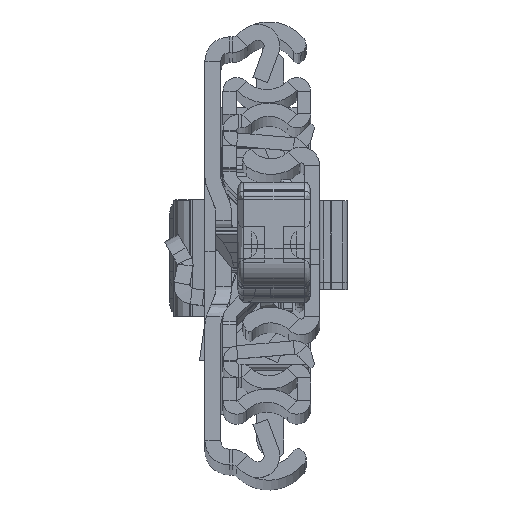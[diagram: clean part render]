
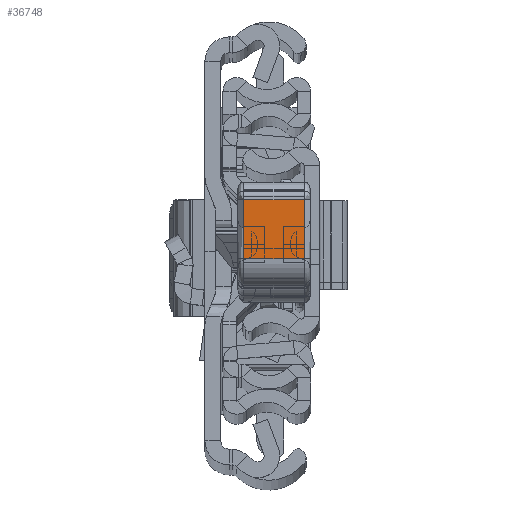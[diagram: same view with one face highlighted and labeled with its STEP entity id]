
A CAD part, top view. The second image highlights one B-rep face of the part: STEP entity #36748.
In plain terms, the highlighted face is planar.
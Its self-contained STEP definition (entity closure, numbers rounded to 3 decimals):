
#1573 = FACE_OUTER_BOUND ( 'NONE', #27110, .T. ) ;
#3935 = ORIENTED_EDGE ( 'NONE', *, *, #21732, .F. ) ;
#4497 = DIRECTION ( 'NONE',  ( 0., 0., 1. ) ) ;
#4894 = VERTEX_POINT ( 'NONE', #29835 ) ;
#5353 = DIRECTION ( 'NONE',  ( 0.027, 1., 0. ) ) ;
#6166 = CARTESIAN_POINT ( 'NONE',  ( 39.818, -2.465, -10. ) ) ;
#6553 = ORIENTED_EDGE ( 'NONE', *, *, #36698, .F. ) ;
#7378 = CARTESIAN_POINT ( 'NONE',  ( 39.55, -12.274, -11. ) ) ;
#8544 = VERTEX_POINT ( 'NONE', #6166 ) ;
#9387 = VECTOR ( 'NONE', #30721, 1000. ) ;
#9487 = VERTEX_POINT ( 'NONE', #27538 ) ;
#11722 = DIRECTION ( 'NONE',  ( -0.027, -1., 0. ) ) ;
#12111 = CARTESIAN_POINT ( 'NONE',  ( 39.55, -12.274, -11. ) ) ;
#13232 = VECTOR ( 'NONE', #5353, 1000. ) ;
#13981 = AXIS2_PLACEMENT_3D ( 'NONE', #12111, #25984, #11722 ) ;
#14319 = EDGE_CURVE ( 'NONE', #8544, #4894, #23831, .T. ) ;
#20003 = VERTEX_POINT ( 'NONE', #22507 ) ;
#21732 = EDGE_CURVE ( 'NONE', #20003, #9487, #34539, .T. ) ;
#22485 = ORIENTED_EDGE ( 'NONE', *, *, #14319, .F. ) ;
#22507 = CARTESIAN_POINT ( 'NONE',  ( 39.55, -12.274, 0. ) ) ;
#22538 = LINE ( 'NONE', #7378, #26209 ) ;
#22832 = CARTESIAN_POINT ( 'NONE',  ( 39.55, -12.274, 0. ) ) ;
#23776 = CARTESIAN_POINT ( 'NONE',  ( 39.818, -2.465, -11. ) ) ;
#23831 = LINE ( 'NONE', #27081, #9387 ) ;
#25984 = DIRECTION ( 'NONE',  ( -1., 0.027, 0. ) ) ;
#26209 = VECTOR ( 'NONE', #4497, 1000. ) ;
#27081 = CARTESIAN_POINT ( 'NONE',  ( 39.55, -12.274, -10. ) ) ;
#27110 = EDGE_LOOP ( 'NONE', ( #6553, #22485, #30702, #3935 ) ) ;
#27538 = CARTESIAN_POINT ( 'NONE',  ( 39.818, -2.465, 0. ) ) ;
#27832 = VECTOR ( 'NONE', #32588, 1000. ) ;
#28937 = PLANE ( 'NONE',  #13981 ) ;
#29835 = CARTESIAN_POINT ( 'NONE',  ( 39.55, -12.274, -10. ) ) ;
#30702 = ORIENTED_EDGE ( 'NONE', *, *, #37552, .F. ) ;
#30721 = DIRECTION ( 'NONE',  ( -0.027, -1., 0. ) ) ;
#32588 = DIRECTION ( 'NONE',  ( 0., 0., -1. ) ) ;
#34539 = LINE ( 'NONE', #22832, #13232 ) ;
#36223 = LINE ( 'NONE', #23776, #27832 ) ;
#36698 = EDGE_CURVE ( 'NONE', #4894, #20003, #22538, .T. ) ;
#36748 = ADVANCED_FACE ( 'NONE', ( #1573 ), #28937, .F. ) ;
#37552 = EDGE_CURVE ( 'NONE', #9487, #8544, #36223, .T. ) ;
